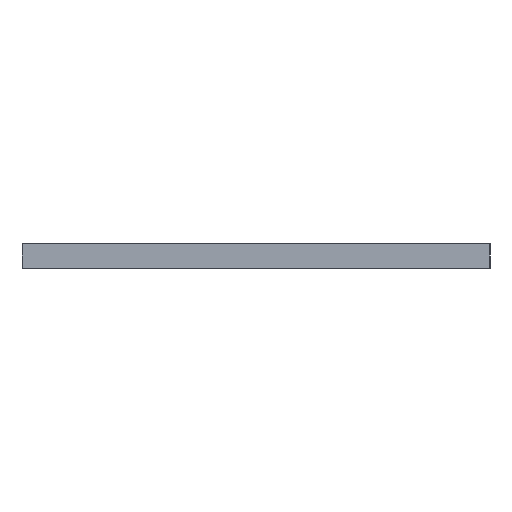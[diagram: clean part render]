
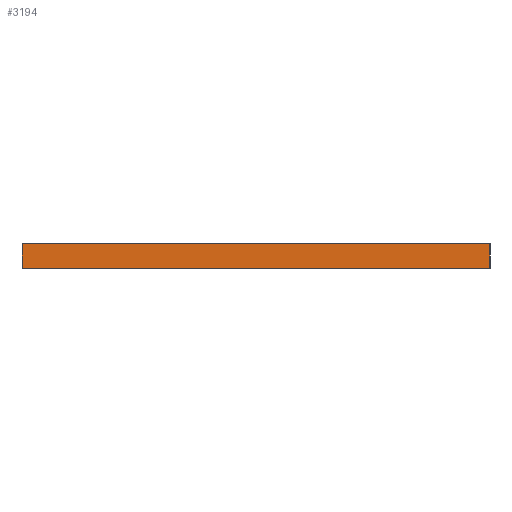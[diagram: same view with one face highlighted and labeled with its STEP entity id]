
A CAD part, left-side view. The second image highlights one B-rep face of the part: STEP entity #3194.
In plain terms, the highlighted planar face has unit normal (-1, 0, 0).
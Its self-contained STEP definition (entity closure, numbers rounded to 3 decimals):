
#83 = PLANE('',#84);
#84 = AXIS2_PLACEMENT_3D('',#85,#86,#87);
#85 = CARTESIAN_POINT('',(47.68,15.,1.6));
#86 = DIRECTION('',(0.,0.,1.));
#87 = DIRECTION('',(1.,0.,-0.));
#137 = PLANE('',#138);
#138 = AXIS2_PLACEMENT_3D('',#139,#140,#141);
#139 = CARTESIAN_POINT('',(47.68,15.,0.));
#140 = DIRECTION('',(0.,0.,1.));
#141 = DIRECTION('',(1.,0.,-0.));
#756 = VERTEX_POINT('',#757);
#757 = CARTESIAN_POINT('',(20.,30.,0.));
#771 = PLANE('',#772);
#772 = AXIS2_PLACEMENT_3D('',#773,#774,#775);
#773 = CARTESIAN_POINT('',(70.,30.,0.));
#774 = DIRECTION('',(0.,-1.,0.));
#775 = DIRECTION('',(-1.,0.,0.));
#783 = EDGE_CURVE('',#756,#784,#786,.T.);
#784 = VERTEX_POINT('',#785);
#785 = CARTESIAN_POINT('',(20.,-0.,0.));
#786 = SURFACE_CURVE('',#787,(#791,#798),.PCURVE_S1.);
#787 = LINE('',#788,#789);
#788 = CARTESIAN_POINT('',(20.,30.,0.));
#789 = VECTOR('',#790,1.);
#790 = DIRECTION('',(0.,-1.,0.));
#791 = PCURVE('',#137,#792);
#792 = DEFINITIONAL_REPRESENTATION('',(#793),#797);
#793 = LINE('',#794,#795);
#794 = CARTESIAN_POINT('',(-27.68,15.));
#795 = VECTOR('',#796,1.);
#796 = DIRECTION('',(0.,-1.));
#797 = ( GEOMETRIC_REPRESENTATION_CONTEXT(2) 
PARAMETRIC_REPRESENTATION_CONTEXT() REPRESENTATION_CONTEXT('2D SPACE',''
  ) );
#798 = PCURVE('',#799,#804);
#799 = PLANE('',#800);
#800 = AXIS2_PLACEMENT_3D('',#801,#802,#803);
#801 = CARTESIAN_POINT('',(20.,30.,0.));
#802 = DIRECTION('',(1.,0.,-0.));
#803 = DIRECTION('',(0.,-1.,0.));
#804 = DEFINITIONAL_REPRESENTATION('',(#805),#809);
#805 = LINE('',#806,#807);
#806 = CARTESIAN_POINT('',(0.,0.));
#807 = VECTOR('',#808,1.);
#808 = DIRECTION('',(1.,0.));
#809 = ( GEOMETRIC_REPRESENTATION_CONTEXT(2) 
PARAMETRIC_REPRESENTATION_CONTEXT() REPRESENTATION_CONTEXT('2D SPACE',''
  ) );
#827 = PLANE('',#828);
#828 = AXIS2_PLACEMENT_3D('',#829,#830,#831);
#829 = CARTESIAN_POINT('',(20.,0.,0.));
#830 = DIRECTION('',(0.,1.,0.));
#831 = DIRECTION('',(1.,0.,0.));
#2086 = VERTEX_POINT('',#2087);
#2087 = CARTESIAN_POINT('',(20.,30.,1.6));
#2108 = EDGE_CURVE('',#2086,#2109,#2111,.T.);
#2109 = VERTEX_POINT('',#2110);
#2110 = CARTESIAN_POINT('',(20.,0.,1.6));
#2111 = SURFACE_CURVE('',#2112,(#2116,#2123),.PCURVE_S1.);
#2112 = LINE('',#2113,#2114);
#2113 = CARTESIAN_POINT('',(20.,30.,1.6));
#2114 = VECTOR('',#2115,1.);
#2115 = DIRECTION('',(0.,-1.,0.));
#2116 = PCURVE('',#83,#2117);
#2117 = DEFINITIONAL_REPRESENTATION('',(#2118),#2122);
#2118 = LINE('',#2119,#2120);
#2119 = CARTESIAN_POINT('',(-27.68,15.));
#2120 = VECTOR('',#2121,1.);
#2121 = DIRECTION('',(0.,-1.));
#2122 = ( GEOMETRIC_REPRESENTATION_CONTEXT(2) 
PARAMETRIC_REPRESENTATION_CONTEXT() REPRESENTATION_CONTEXT('2D SPACE',''
  ) );
#2123 = PCURVE('',#799,#2124);
#2124 = DEFINITIONAL_REPRESENTATION('',(#2125),#2129);
#2125 = LINE('',#2126,#2127);
#2126 = CARTESIAN_POINT('',(0.,-1.6));
#2127 = VECTOR('',#2128,1.);
#2128 = DIRECTION('',(1.,0.));
#2129 = ( GEOMETRIC_REPRESENTATION_CONTEXT(2) 
PARAMETRIC_REPRESENTATION_CONTEXT() REPRESENTATION_CONTEXT('2D SPACE',''
  ) );
#3172 = EDGE_CURVE('',#784,#2109,#3173,.T.);
#3173 = SURFACE_CURVE('',#3174,(#3178,#3185),.PCURVE_S1.);
#3174 = LINE('',#3175,#3176);
#3175 = CARTESIAN_POINT('',(20.,-0.,0.));
#3176 = VECTOR('',#3177,1.);
#3177 = DIRECTION('',(0.,0.,1.));
#3178 = PCURVE('',#827,#3179);
#3179 = DEFINITIONAL_REPRESENTATION('',(#3180),#3184);
#3180 = LINE('',#3181,#3182);
#3181 = CARTESIAN_POINT('',(0.,0.));
#3182 = VECTOR('',#3183,1.);
#3183 = DIRECTION('',(0.,-1.));
#3184 = ( GEOMETRIC_REPRESENTATION_CONTEXT(2) 
PARAMETRIC_REPRESENTATION_CONTEXT() REPRESENTATION_CONTEXT('2D SPACE',''
  ) );
#3185 = PCURVE('',#799,#3186);
#3186 = DEFINITIONAL_REPRESENTATION('',(#3187),#3191);
#3187 = LINE('',#3188,#3189);
#3188 = CARTESIAN_POINT('',(30.,0.));
#3189 = VECTOR('',#3190,1.);
#3190 = DIRECTION('',(0.,-1.));
#3191 = ( GEOMETRIC_REPRESENTATION_CONTEXT(2) 
PARAMETRIC_REPRESENTATION_CONTEXT() REPRESENTATION_CONTEXT('2D SPACE',''
  ) );
#3194 = ADVANCED_FACE('',(#3195),#799,.F.);
#3195 = FACE_BOUND('',#3196,.F.);
#3196 = EDGE_LOOP('',(#3197,#3218,#3219,#3220));
#3197 = ORIENTED_EDGE('',*,*,#3198,.T.);
#3198 = EDGE_CURVE('',#756,#2086,#3199,.T.);
#3199 = SURFACE_CURVE('',#3200,(#3204,#3211),.PCURVE_S1.);
#3200 = LINE('',#3201,#3202);
#3201 = CARTESIAN_POINT('',(20.,30.,0.));
#3202 = VECTOR('',#3203,1.);
#3203 = DIRECTION('',(0.,0.,1.));
#3204 = PCURVE('',#799,#3205);
#3205 = DEFINITIONAL_REPRESENTATION('',(#3206),#3210);
#3206 = LINE('',#3207,#3208);
#3207 = CARTESIAN_POINT('',(0.,0.));
#3208 = VECTOR('',#3209,1.);
#3209 = DIRECTION('',(0.,-1.));
#3210 = ( GEOMETRIC_REPRESENTATION_CONTEXT(2) 
PARAMETRIC_REPRESENTATION_CONTEXT() REPRESENTATION_CONTEXT('2D SPACE',''
  ) );
#3211 = PCURVE('',#771,#3212);
#3212 = DEFINITIONAL_REPRESENTATION('',(#3213),#3217);
#3213 = LINE('',#3214,#3215);
#3214 = CARTESIAN_POINT('',(50.,0.));
#3215 = VECTOR('',#3216,1.);
#3216 = DIRECTION('',(0.,-1.));
#3217 = ( GEOMETRIC_REPRESENTATION_CONTEXT(2) 
PARAMETRIC_REPRESENTATION_CONTEXT() REPRESENTATION_CONTEXT('2D SPACE',''
  ) );
#3218 = ORIENTED_EDGE('',*,*,#2108,.T.);
#3219 = ORIENTED_EDGE('',*,*,#3172,.F.);
#3220 = ORIENTED_EDGE('',*,*,#783,.F.);
